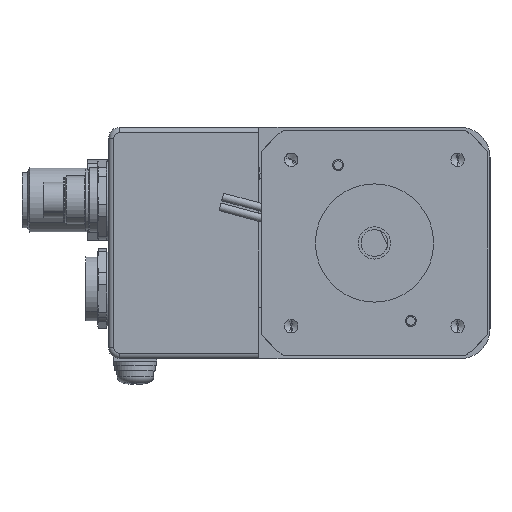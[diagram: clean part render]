
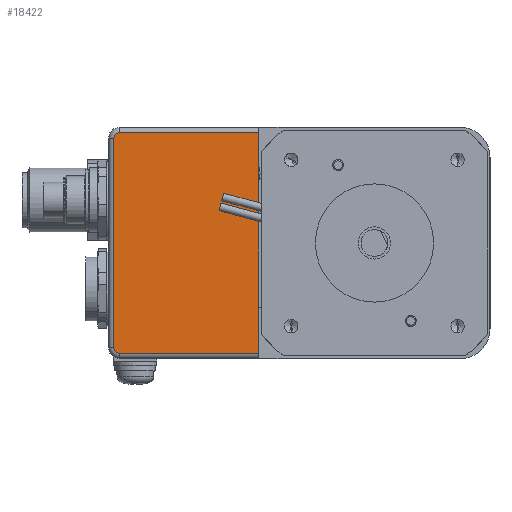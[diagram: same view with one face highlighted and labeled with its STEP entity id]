
A CAD part, left-side view. The second image highlights one B-rep face of the part: STEP entity #18422.
In plain terms, the highlighted planar face has unit normal (-1, 0, 0).
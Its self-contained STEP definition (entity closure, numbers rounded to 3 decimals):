
#7618 = VECTOR ( 'NONE', #33606, 1000. ) ;
#8893 = LINE ( 'NONE', #125202, #32613 ) ;
#13340 = PLANE ( 'NONE',  #50521 ) ;
#14582 = DIRECTION ( 'NONE',  ( -1., 0., 0. ) ) ;
#15191 = VECTOR ( 'NONE', #30061, 1000. ) ;
#18422 = ADVANCED_FACE ( 'NONE', ( #56880 ), #13340, .F. ) ;
#18922 = CIRCLE ( 'NONE', #53244, 1. ) ;
#24310 = CARTESIAN_POINT ( 'NONE',  ( -46., 69., -1. ) ) ;
#24743 = DIRECTION ( 'NONE',  ( 0., 0., -1. ) ) ;
#26156 = EDGE_CURVE ( 'NONE', #68592, #79047, #8893, .T. ) ;
#29727 = ORIENTED_EDGE ( 'NONE', *, *, #26156, .T. ) ;
#30061 = DIRECTION ( 'NONE',  ( 0., 1., 0. ) ) ;
#32613 = VECTOR ( 'NONE', #94387, 1000. ) ;
#33606 = DIRECTION ( 'NONE',  ( 0., 0., -1. ) ) ;
#34518 = LINE ( 'NONE', #114152, #7618 ) ;
#34607 = CARTESIAN_POINT ( 'NONE',  ( -46., 43., -42. ) ) ;
#35120 = ORIENTED_EDGE ( 'NONE', *, *, #102366, .T. ) ;
#44216 = CARTESIAN_POINT ( 'NONE',  ( -46., 69., -2. ) ) ;
#45539 = VERTEX_POINT ( 'NONE', #49654 ) ;
#49654 = CARTESIAN_POINT ( 'NONE',  ( -46., 69., -42. ) ) ;
#50521 = AXIS2_PLACEMENT_3D ( 'NONE', #103665, #114215, #64139 ) ;
#53244 = AXIS2_PLACEMENT_3D ( 'NONE', #73736, #105306, #24743 ) ;
#56880 = FACE_OUTER_BOUND ( 'NONE', #106552, .T. ) ;
#58286 = ORIENTED_EDGE ( 'NONE', *, *, #98174, .T. ) ;
#58369 = DIRECTION ( 'NONE',  ( 0., -1., 0. ) ) ;
#59191 = CARTESIAN_POINT ( 'NONE',  ( -46., 0., -1. ) ) ;
#64139 = DIRECTION ( 'NONE',  ( 0., 0., -1. ) ) ;
#66864 = VECTOR ( 'NONE', #58369, 1000. ) ;
#67936 = EDGE_CURVE ( 'NONE', #71543, #114737, #34518, .T. ) ;
#68592 = VERTEX_POINT ( 'NONE', #128244 ) ;
#70883 = ORIENTED_EDGE ( 'NONE', *, *, #73166, .T. ) ;
#71496 = ORIENTED_EDGE ( 'NONE', *, *, #67936, .F. ) ;
#71543 = VERTEX_POINT ( 'NONE', #130672 ) ;
#72253 = VERTEX_POINT ( 'NONE', #24310 ) ;
#73166 = EDGE_CURVE ( 'NONE', #79047, #45539, #18922, .T. ) ;
#73736 = CARTESIAN_POINT ( 'NONE',  ( -46., 69., -41. ) ) ;
#78179 = CARTESIAN_POINT ( 'NONE',  ( -46., 43., -42. ) ) ;
#78341 = LINE ( 'NONE', #59191, #15191 ) ;
#79047 = VERTEX_POINT ( 'NONE', #109075 ) ;
#85101 = DIRECTION ( 'NONE',  ( 0., 0., -1. ) ) ;
#87620 = CIRCLE ( 'NONE', #130367, 1. ) ;
#94387 = DIRECTION ( 'NONE',  ( 0., 0., -1. ) ) ;
#98174 = EDGE_CURVE ( 'NONE', #71543, #72253, #78341, .T. ) ;
#102366 = EDGE_CURVE ( 'NONE', #45539, #114737, #126709, .T. ) ;
#103665 = CARTESIAN_POINT ( 'NONE',  ( -46., 0., 0. ) ) ;
#105306 = DIRECTION ( 'NONE',  ( -1., 0., 0. ) ) ;
#106552 = EDGE_LOOP ( 'NONE', ( #70883, #35120, #71496, #58286, #111990, #29727 ) ) ;
#108176 = EDGE_CURVE ( 'NONE', #72253, #68592, #87620, .T. ) ;
#109075 = CARTESIAN_POINT ( 'NONE',  ( -46., 70., -41. ) ) ;
#111990 = ORIENTED_EDGE ( 'NONE', *, *, #108176, .T. ) ;
#114152 = CARTESIAN_POINT ( 'NONE',  ( -46., 43., 0. ) ) ;
#114215 = DIRECTION ( 'NONE',  ( 1., 0., 0. ) ) ;
#114737 = VERTEX_POINT ( 'NONE', #34607 ) ;
#125202 = CARTESIAN_POINT ( 'NONE',  ( -46., 70., 0. ) ) ;
#126709 = LINE ( 'NONE', #78179, #66864 ) ;
#128244 = CARTESIAN_POINT ( 'NONE',  ( -46., 70., -2. ) ) ;
#130367 = AXIS2_PLACEMENT_3D ( 'NONE', #44216, #14582, #85101 ) ;
#130672 = CARTESIAN_POINT ( 'NONE',  ( -46., 43., -1. ) ) ;
